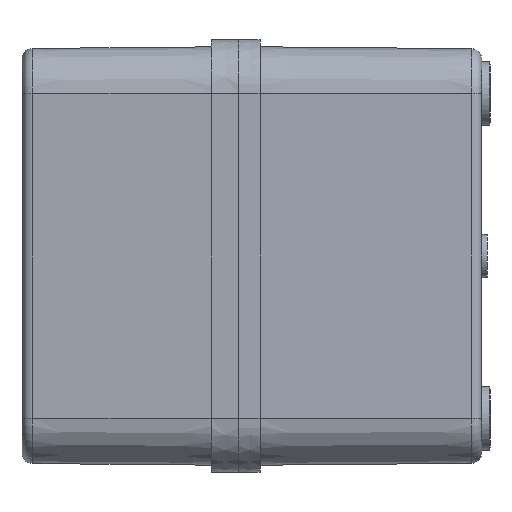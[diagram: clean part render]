
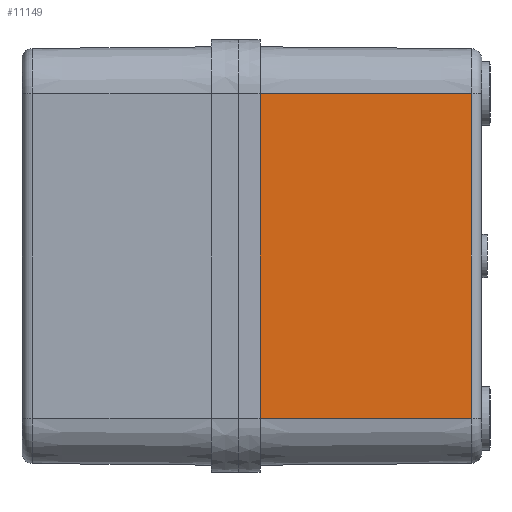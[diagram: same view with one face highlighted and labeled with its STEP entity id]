
A CAD part, left-side view. The second image highlights one B-rep face of the part: STEP entity #11149.
In plain terms, the highlighted planar face has unit normal (-1, -0.009, 0).
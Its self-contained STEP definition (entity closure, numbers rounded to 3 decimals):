
#714 = VECTOR ( 'NONE', #7485, 1000. ) ;
#738 = LINE ( 'NONE', #6549, #714 ) ;
#1126 = CARTESIAN_POINT ( 'NONE',  ( -83.7, 0., -30. ) ) ;
#1601 = CARTESIAN_POINT ( 'NONE',  ( -83.325, -43.017, 30. ) ) ;
#2321 = VERTEX_POINT ( 'NONE', #9224 ) ;
#2917 = EDGE_CURVE ( 'NONE', #2321, #5956, #10415, .T. ) ;
#3121 = EDGE_CURVE ( 'NONE', #4055, #13174, #11337, .T. ) ;
#3663 = LINE ( 'NONE', #1126, #8195 ) ;
#4055 = VERTEX_POINT ( 'NONE', #13480 ) ;
#5400 = EDGE_CURVE ( 'NONE', #13174, #5956, #738, .T. ) ;
#5660 = ORIENTED_EDGE ( 'NONE', *, *, #2917, .F. ) ;
#5846 = DIRECTION ( 'NONE',  ( 0., 0., 1. ) ) ;
#5956 = VERTEX_POINT ( 'NONE', #9270 ) ;
#6038 = VECTOR ( 'NONE', #5846, 1000. ) ;
#6380 = FACE_OUTER_BOUND ( 'NONE', #9845, .T. ) ;
#6384 = VECTOR ( 'NONE', #10686, 1000. ) ;
#6549 = CARTESIAN_POINT ( 'NONE',  ( -83.7, 0., 30. ) ) ;
#6711 = DIRECTION ( 'NONE',  ( 0.009, -1., 0. ) ) ;
#7485 = DIRECTION ( 'NONE',  ( -0.009, 1., 0. ) ) ;
#7678 = CARTESIAN_POINT ( 'NONE',  ( -83.665, -4., -30. ) ) ;
#7742 = DIRECTION ( 'NONE',  ( -1., -0.009, 0. ) ) ;
#7879 = AXIS2_PLACEMENT_3D ( 'NONE', #9838, #7742, #6711 ) ;
#8195 = VECTOR ( 'NONE', #11163, 1000. ) ;
#9224 = CARTESIAN_POINT ( 'NONE',  ( -83.665, -4., -30. ) ) ;
#9270 = CARTESIAN_POINT ( 'NONE',  ( -83.665, -4., 30. ) ) ;
#9615 = CARTESIAN_POINT ( 'NONE',  ( -83.325, -43.017, 30. ) ) ;
#9838 = CARTESIAN_POINT ( 'NONE',  ( -83.7, 0., -30. ) ) ;
#9845 = EDGE_LOOP ( 'NONE', ( #11206, #12729, #12714, #5660 ) ) ;
#10415 = LINE ( 'NONE', #7678, #6038 ) ;
#10686 = DIRECTION ( 'NONE',  ( 0., 0., 1. ) ) ;
#11120 = PLANE ( 'NONE',  #7879 ) ;
#11149 = ADVANCED_FACE ( 'NONE', ( #6380 ), #11120, .T. ) ;
#11163 = DIRECTION ( 'NONE',  ( -0.009, 1., 0. ) ) ;
#11206 = ORIENTED_EDGE ( 'NONE', *, *, #13047, .F. ) ;
#11337 = LINE ( 'NONE', #9615, #6384 ) ;
#12714 = ORIENTED_EDGE ( 'NONE', *, *, #5400, .T. ) ;
#12729 = ORIENTED_EDGE ( 'NONE', *, *, #3121, .T. ) ;
#13047 = EDGE_CURVE ( 'NONE', #4055, #2321, #3663, .T. ) ;
#13174 = VERTEX_POINT ( 'NONE', #1601 ) ;
#13480 = CARTESIAN_POINT ( 'NONE',  ( -83.325, -43.017, -30. ) ) ;
